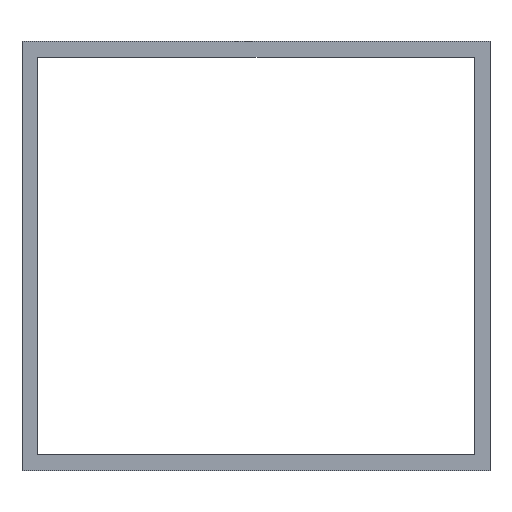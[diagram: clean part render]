
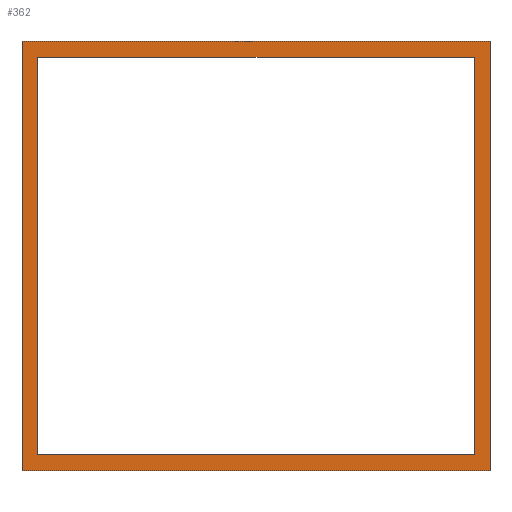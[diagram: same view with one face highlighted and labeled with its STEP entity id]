
A CAD part, front view. The second image highlights one B-rep face of the part: STEP entity #362.
In plain terms, the highlighted planar face has unit normal (0, -1, 0).
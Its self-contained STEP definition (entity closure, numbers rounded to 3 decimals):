
#4 = ORIENTED_EDGE ( 'NONE', *, *, #464, .F. ) ;
#5 = DIRECTION ( 'NONE',  ( 1., 0., 0. ) ) ;
#9 = DIRECTION ( 'NONE',  ( -1., 0., 0. ) ) ;
#11 = VECTOR ( 'NONE', #30, 1000. ) ;
#15 = CARTESIAN_POINT ( 'NONE',  ( -78.9, -4.335, 0. ) ) ;
#18 = VERTEX_POINT ( 'NONE', #53 ) ;
#28 = ORIENTED_EDGE ( 'NONE', *, *, #315, .F. ) ;
#29 = LINE ( 'NONE', #459, #244 ) ;
#30 = DIRECTION ( 'NONE',  ( 0., 0., 1. ) ) ;
#33 = ORIENTED_EDGE ( 'NONE', *, *, #367, .F. ) ;
#41 = CARTESIAN_POINT ( 'NONE',  ( -78.9, -4.335, -550.1 ) ) ;
#43 = CARTESIAN_POINT ( 'NONE',  ( 501.1, -4.335, -530.1 ) ) ;
#49 = CARTESIAN_POINT ( 'NONE',  ( -58.9, -4.335, -20. ) ) ;
#53 = CARTESIAN_POINT ( 'NONE',  ( -58.9, -4.335, -20. ) ) ;
#56 = DIRECTION ( 'NONE',  ( 0., 0., 1. ) ) ;
#59 = ORIENTED_EDGE ( 'NONE', *, *, #152, .F. ) ;
#80 = CARTESIAN_POINT ( 'NONE',  ( -78.9, -4.335, -550.1 ) ) ;
#87 = ORIENTED_EDGE ( 'NONE', *, *, #208, .F. ) ;
#109 = CARTESIAN_POINT ( 'NONE',  ( 501.1, -4.335, -20. ) ) ;
#110 = PLANE ( 'NONE',  #410 ) ;
#113 = VERTEX_POINT ( 'NONE', #379 ) ;
#130 = LINE ( 'NONE', #405, #431 ) ;
#135 = ORIENTED_EDGE ( 'NONE', *, *, #344, .F. ) ;
#140 = LINE ( 'NONE', #404, #263 ) ;
#144 = EDGE_CURVE ( 'NONE', #411, #113, #29, .T. ) ;
#145 = CARTESIAN_POINT ( 'NONE',  ( -78.9, -4.335, 0. ) ) ;
#146 = DIRECTION ( 'NONE',  ( 1., 0., 0. ) ) ;
#147 = VECTOR ( 'NONE', #205, 1000. ) ;
#152 = EDGE_CURVE ( 'NONE', #401, #462, #238, .T. ) ;
#156 = EDGE_LOOP ( 'NONE', ( #135, #59, #309, #302 ) ) ;
#178 = LINE ( 'NONE', #145, #288 ) ;
#205 = DIRECTION ( 'NONE',  ( 0., 0., 1. ) ) ;
#208 = EDGE_CURVE ( 'NONE', #452, #376, #328, .T. ) ;
#235 = CARTESIAN_POINT ( 'NONE',  ( -78.9, -4.335, -550.1 ) ) ;
#238 = LINE ( 'NONE', #235, #147 ) ;
#244 = VECTOR ( 'NONE', #56, 1000. ) ;
#256 = DIRECTION ( 'NONE',  ( 1., 0., 0. ) ) ;
#263 = VECTOR ( 'NONE', #5, 1000. ) ;
#265 = VERTEX_POINT ( 'NONE', #402 ) ;
#272 = FACE_OUTER_BOUND ( 'NONE', #156, .T. ) ;
#288 = VECTOR ( 'NONE', #146, 1000. ) ;
#292 = CARTESIAN_POINT ( 'NONE',  ( -58.9, -4.335, -530.1 ) ) ;
#299 = CARTESIAN_POINT ( 'NONE',  ( 521.1, -4.335, -550.1 ) ) ;
#302 = ORIENTED_EDGE ( 'NONE', *, *, #144, .T. ) ;
#309 = ORIENTED_EDGE ( 'NONE', *, *, #382, .T. ) ;
#311 = EDGE_LOOP ( 'NONE', ( #33, #87, #28, #4 ) ) ;
#315 = EDGE_CURVE ( 'NONE', #265, #452, #450, .T. ) ;
#320 = DIRECTION ( 'NONE',  ( 1., 0., 0. ) ) ;
#328 = LINE ( 'NONE', #390, #11 ) ;
#344 = EDGE_CURVE ( 'NONE', #462, #113, #178, .T. ) ;
#362 = ADVANCED_FACE ( 'NONE', ( #414, #272 ), #110, .T. ) ;
#367 = EDGE_CURVE ( 'NONE', #376, #18, #130, .T. ) ;
#376 = VERTEX_POINT ( 'NONE', #109 ) ;
#379 = CARTESIAN_POINT ( 'NONE',  ( 521.1, -4.335, 0. ) ) ;
#382 = EDGE_CURVE ( 'NONE', #401, #411, #140, .T. ) ;
#384 = LINE ( 'NONE', #49, #467 ) ;
#390 = CARTESIAN_POINT ( 'NONE',  ( 501.1, -4.335, -530.1 ) ) ;
#401 = VERTEX_POINT ( 'NONE', #41 ) ;
#402 = CARTESIAN_POINT ( 'NONE',  ( -58.9, -4.335, -530.1 ) ) ;
#404 = CARTESIAN_POINT ( 'NONE',  ( -78.9, -4.335, -550.1 ) ) ;
#405 = CARTESIAN_POINT ( 'NONE',  ( 501.1, -4.335, -20. ) ) ;
#410 = AXIS2_PLACEMENT_3D ( 'NONE', #80, #443, #256 ) ;
#411 = VERTEX_POINT ( 'NONE', #299 ) ;
#413 = DIRECTION ( 'NONE',  ( 0., 0., -1. ) ) ;
#414 = FACE_BOUND ( 'NONE', #311, .T. ) ;
#415 = VECTOR ( 'NONE', #320, 1000. ) ;
#431 = VECTOR ( 'NONE', #9, 1000. ) ;
#443 = DIRECTION ( 'NONE',  ( 0., -1., 0. ) ) ;
#450 = LINE ( 'NONE', #292, #415 ) ;
#452 = VERTEX_POINT ( 'NONE', #43 ) ;
#459 = CARTESIAN_POINT ( 'NONE',  ( 521.1, -4.335, -550.1 ) ) ;
#462 = VERTEX_POINT ( 'NONE', #15 ) ;
#464 = EDGE_CURVE ( 'NONE', #18, #265, #384, .T. ) ;
#467 = VECTOR ( 'NONE', #413, 1000. ) ;
